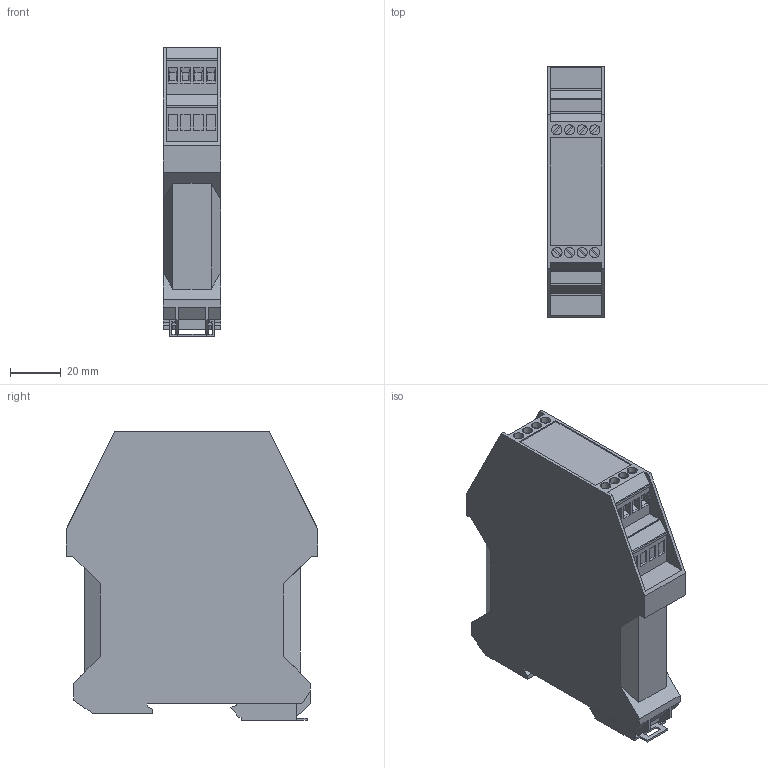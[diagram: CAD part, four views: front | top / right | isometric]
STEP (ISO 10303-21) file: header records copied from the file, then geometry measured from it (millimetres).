
FILE_DESCRIPTION(('Creo Elements/Direct Modeling STEP Export'),'2;1');
FILE_NAME('model.stp','2020-06-03T 9:04:27',(''),(''),'Creo Elements/Direct Modeling STEP processor for AP214 (Solid Model)','Creo Elements/Direct Modeling 20.1A 29-Sep-2018 (C) Parametric Technology GmbH','');
FILE_SCHEMA(('AUTOMOTIVE_DESIGN { 1 0 10303 214 1 1 1 1 }'));
Length unit declared in the file: millimetre
Products named in the file (2): MCR-SL-22.5-201-select
Assembly tree (1 placements, depth 2):
  MCR-SL-22.5-201-select
    MCR-SL-22.5-201-select
Bounding box: 22.6 x 99 x 113.6 mm (x, y, z)
Volume: 200367.2 mm3; surface area: 31656.9 mm2
Topology: 1 solids, 1 shells, 327 faces, 878 edges, 576 vertices
Faces by surface type: plane 311, cylinder 16
Entity records: 12273 total; most frequent: ORIENTED_EDGE 1756, CARTESIAN_POINT 1693, DIRECTION 1442, EDGE_CURVE 878, VECTOR 792, LINE 792, VERTEX_POINT 576, EDGE_LOOP 354
